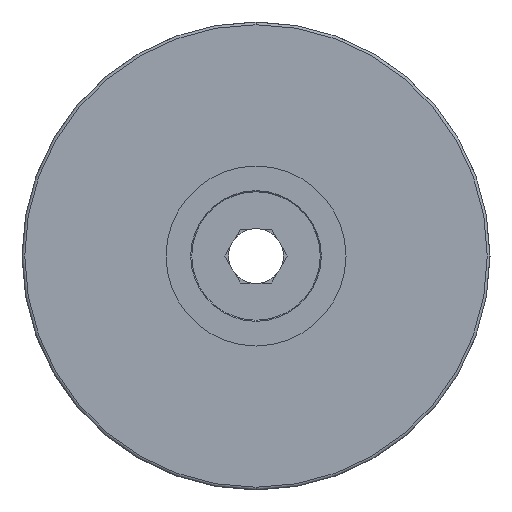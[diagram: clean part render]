
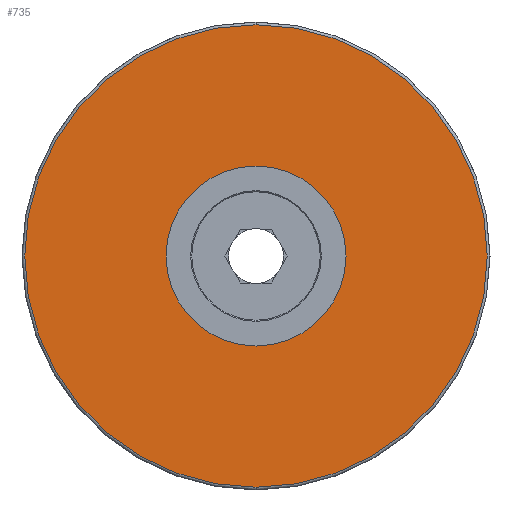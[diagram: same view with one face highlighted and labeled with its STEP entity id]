
A CAD part, front view. The second image highlights one B-rep face of the part: STEP entity #735.
In plain terms, the highlighted planar face has unit normal (0, -1, 0).
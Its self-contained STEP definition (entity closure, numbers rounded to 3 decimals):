
#202 = AXIS2_PLACEMENT_3D ( 'NONE', #3210, #6097, #5642 ) ;
#380 = VERTEX_POINT ( 'NONE', #3608 ) ;
#463 = VERTEX_POINT ( 'NONE', #4523 ) ;
#637 = DIRECTION ( 'NONE',  ( 0., -1., 0. ) ) ;
#735 = ADVANCED_FACE ( 'NONE', ( #2584, #5044 ), #3499, .T. ) ;
#924 = AXIS2_PLACEMENT_3D ( 'NONE', #2544, #939, #2920 ) ;
#939 = DIRECTION ( 'NONE',  ( 0., -1., 0. ) ) ;
#1045 = CIRCLE ( 'NONE', #202, 10. ) ;
#1095 = DIRECTION ( 'NONE',  ( 0., -1., 0. ) ) ;
#1209 = CARTESIAN_POINT ( 'NONE',  ( 0., -16., -10. ) ) ;
#1256 = DIRECTION ( 'NONE',  ( 0., 0., 1. ) ) ;
#1270 = EDGE_CURVE ( 'NONE', #5227, #463, #2282, .T. ) ;
#1500 = ORIENTED_EDGE ( 'NONE', *, *, #1751, .F. ) ;
#1505 = ORIENTED_EDGE ( 'NONE', *, *, #4438, .T. ) ;
#1617 = DIRECTION ( 'NONE',  ( -1., 0., 0. ) ) ;
#1726 = EDGE_CURVE ( 'NONE', #3370, #380, #6041, .T. ) ;
#1751 = EDGE_CURVE ( 'NONE', #463, #5227, #1045, .T. ) ;
#2016 = DIRECTION ( 'NONE',  ( 0., -1., 0. ) ) ;
#2173 = ORIENTED_EDGE ( 'NONE', *, *, #1726, .T. ) ;
#2229 = ORIENTED_EDGE ( 'NONE', *, *, #1270, .F. ) ;
#2282 = CIRCLE ( 'NONE', #924, 10. ) ;
#2483 = AXIS2_PLACEMENT_3D ( 'NONE', #2522, #1095, #1617 ) ;
#2522 = CARTESIAN_POINT ( 'NONE',  ( 7.255, -16., 0. ) ) ;
#2544 = CARTESIAN_POINT ( 'NONE',  ( 0., -16., 0. ) ) ;
#2584 = FACE_OUTER_BOUND ( 'NONE', #4747, .T. ) ;
#2728 = AXIS2_PLACEMENT_3D ( 'NONE', #6196, #637, #1256 ) ;
#2920 = DIRECTION ( 'NONE',  ( 0., 0., -1. ) ) ;
#3068 = CARTESIAN_POINT ( 'NONE',  ( 0., -16., 25.696 ) ) ;
#3115 = AXIS2_PLACEMENT_3D ( 'NONE', #5966, #2016, #4001 ) ;
#3210 = CARTESIAN_POINT ( 'NONE',  ( 0., -16., 0. ) ) ;
#3370 = VERTEX_POINT ( 'NONE', #3068 ) ;
#3499 = PLANE ( 'NONE',  #2483 ) ;
#3608 = CARTESIAN_POINT ( 'NONE',  ( 0., -16., -25.696 ) ) ;
#4001 = DIRECTION ( 'NONE',  ( 0., 0., 1. ) ) ;
#4403 = CIRCLE ( 'NONE', #2728, 25.696 ) ;
#4438 = EDGE_CURVE ( 'NONE', #380, #3370, #4403, .T. ) ;
#4523 = CARTESIAN_POINT ( 'NONE',  ( 0., -16., 10. ) ) ;
#4747 = EDGE_LOOP ( 'NONE', ( #1505, #2173 ) ) ;
#5044 = FACE_BOUND ( 'NONE', #5666, .T. ) ;
#5227 = VERTEX_POINT ( 'NONE', #1209 ) ;
#5642 = DIRECTION ( 'NONE',  ( 0., 0., -1. ) ) ;
#5666 = EDGE_LOOP ( 'NONE', ( #2229, #1500 ) ) ;
#5966 = CARTESIAN_POINT ( 'NONE',  ( 0., -16., 0. ) ) ;
#6041 = CIRCLE ( 'NONE', #3115, 25.696 ) ;
#6097 = DIRECTION ( 'NONE',  ( 0., -1., 0. ) ) ;
#6196 = CARTESIAN_POINT ( 'NONE',  ( 0., -16., 0. ) ) ;
